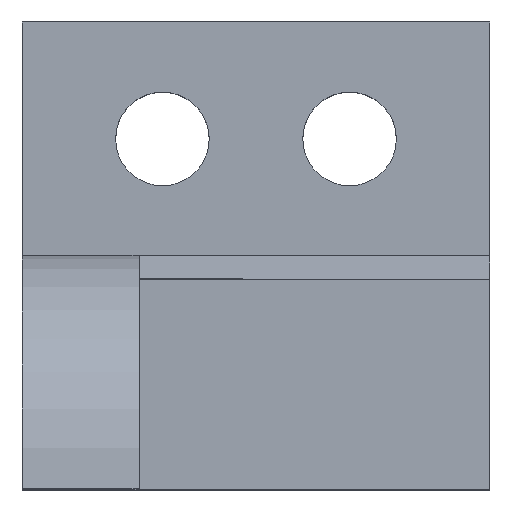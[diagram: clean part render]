
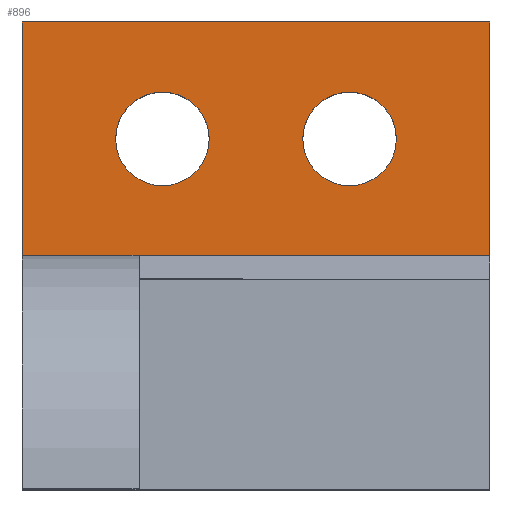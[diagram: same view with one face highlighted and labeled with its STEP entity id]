
A CAD part, top view. The second image highlights one B-rep face of the part: STEP entity #896.
In plain terms, the highlighted planar face has unit normal (0, 0, 1).
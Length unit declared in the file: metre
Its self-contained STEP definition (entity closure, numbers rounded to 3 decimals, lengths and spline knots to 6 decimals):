
#77 = PLANE('',#78);
#78 = AXIS2_PLACEMENT_3D('',#79,#80,#81);
#79 = CARTESIAN_POINT('',(200.,100.,50.));
#80 = DIRECTION('',(0.,-1.,0.));
#81 = DIRECTION('',(-1.,0.,0.));
#106 = PLANE('',#107);
#107 = AXIS2_PLACEMENT_3D('',#108,#109,#110);
#108 = CARTESIAN_POINT('',(0.,100.,50.));
#109 = DIRECTION('',(1.,0.,0.));
#110 = DIRECTION('',(0.,-1.,0.));
#317 = EDGE_CURVE('',#318,#320,#322,.T.);
#318 = VERTEX_POINT('',#319);
#319 = CARTESIAN_POINT('',(200.,100.,50.));
#320 = VERTEX_POINT('',#321);
#321 = CARTESIAN_POINT('',(0.,100.,50.));
#322 = SURFACE_CURVE('',#323,(#327,#334),.PCURVE_S1.);
#323 = LINE('',#324,#325);
#324 = CARTESIAN_POINT('',(200.,100.,50.));
#325 = VECTOR('',#326,1.);
#326 = DIRECTION('',(-1.,0.,0.));
#327 = PCURVE('',#77,#328);
#328 = DEFINITIONAL_REPRESENTATION('',(#329),#333);
#329 = LINE('',#330,#331);
#330 = CARTESIAN_POINT('',(0.,0.));
#331 = VECTOR('',#332,1.);
#332 = DIRECTION('',(1.,0.));
#333 = ( GEOMETRIC_REPRESENTATION_CONTEXT(2) 
PARAMETRIC_REPRESENTATION_CONTEXT() REPRESENTATION_CONTEXT('2D SPACE',''
  ) );
#334 = PCURVE('',#335,#340);
#335 = PLANE('',#336);
#336 = AXIS2_PLACEMENT_3D('',#337,#338,#339);
#337 = CARTESIAN_POINT('',(100.,100.,50.));
#338 = DIRECTION('',(0.,0.,1.));
#339 = DIRECTION('',(1.,0.,0.));
#340 = DEFINITIONAL_REPRESENTATION('',(#341),#345);
#341 = LINE('',#342,#343);
#342 = CARTESIAN_POINT('',(100.,0.));
#343 = VECTOR('',#344,1.);
#344 = DIRECTION('',(-1.,0.));
#345 = ( GEOMETRIC_REPRESENTATION_CONTEXT(2) 
PARAMETRIC_REPRESENTATION_CONTEXT() REPRESENTATION_CONTEXT('2D SPACE',''
  ) );
#577 = VERTEX_POINT('',#578);
#578 = CARTESIAN_POINT('',(0.,200.,50.));
#592 = PLANE('',#593);
#593 = AXIS2_PLACEMENT_3D('',#594,#595,#596);
#594 = CARTESIAN_POINT('',(0.,200.,0.));
#595 = DIRECTION('',(0.,1.,0.));
#596 = DIRECTION('',(1.,0.,0.));
#604 = EDGE_CURVE('',#320,#577,#605,.T.);
#605 = SURFACE_CURVE('',#606,(#610,#617),.PCURVE_S1.);
#606 = LINE('',#607,#608);
#607 = CARTESIAN_POINT('',(0.,100.,50.));
#608 = VECTOR('',#609,1.);
#609 = DIRECTION('',(0.,1.,0.));
#610 = PCURVE('',#106,#611);
#611 = DEFINITIONAL_REPRESENTATION('',(#612),#616);
#612 = LINE('',#613,#614);
#613 = CARTESIAN_POINT('',(0.,0.));
#614 = VECTOR('',#615,1.);
#615 = DIRECTION('',(-1.,0.));
#616 = ( GEOMETRIC_REPRESENTATION_CONTEXT(2) 
PARAMETRIC_REPRESENTATION_CONTEXT() REPRESENTATION_CONTEXT('2D SPACE',''
  ) );
#617 = PCURVE('',#335,#618);
#618 = DEFINITIONAL_REPRESENTATION('',(#619),#623);
#619 = LINE('',#620,#621);
#620 = CARTESIAN_POINT('',(-100.,0.));
#621 = VECTOR('',#622,1.);
#622 = DIRECTION('',(0.,1.));
#623 = ( GEOMETRIC_REPRESENTATION_CONTEXT(2) 
PARAMETRIC_REPRESENTATION_CONTEXT() REPRESENTATION_CONTEXT('2D SPACE',''
  ) );
#761 = PLANE('',#762);
#762 = AXIS2_PLACEMENT_3D('',#763,#764,#765);
#763 = CARTESIAN_POINT('',(200.,0.,0.));
#764 = DIRECTION('',(-1.,0.,0.));
#765 = DIRECTION('',(0.,1.,0.));
#896 = ADVANCED_FACE('',(#897,#945,#976),#335,.T.);
#897 = FACE_BOUND('',#898,.T.);
#898 = EDGE_LOOP('',(#899,#900,#901,#924));
#899 = ORIENTED_EDGE('',*,*,#604,.F.);
#900 = ORIENTED_EDGE('',*,*,#317,.F.);
#901 = ORIENTED_EDGE('',*,*,#902,.T.);
#902 = EDGE_CURVE('',#318,#903,#905,.T.);
#903 = VERTEX_POINT('',#904);
#904 = CARTESIAN_POINT('',(200.,200.,50.));
#905 = SURFACE_CURVE('',#906,(#910,#917),.PCURVE_S1.);
#906 = LINE('',#907,#908);
#907 = CARTESIAN_POINT('',(200.,100.,50.));
#908 = VECTOR('',#909,1.);
#909 = DIRECTION('',(0.,1.,0.));
#910 = PCURVE('',#335,#911);
#911 = DEFINITIONAL_REPRESENTATION('',(#912),#916);
#912 = LINE('',#913,#914);
#913 = CARTESIAN_POINT('',(100.,0.));
#914 = VECTOR('',#915,1.);
#915 = DIRECTION('',(0.,1.));
#916 = ( GEOMETRIC_REPRESENTATION_CONTEXT(2) 
PARAMETRIC_REPRESENTATION_CONTEXT() REPRESENTATION_CONTEXT('2D SPACE',''
  ) );
#917 = PCURVE('',#761,#918);
#918 = DEFINITIONAL_REPRESENTATION('',(#919),#923);
#919 = LINE('',#920,#921);
#920 = CARTESIAN_POINT('',(100.,-50.));
#921 = VECTOR('',#922,1.);
#922 = DIRECTION('',(1.,0.));
#923 = ( GEOMETRIC_REPRESENTATION_CONTEXT(2) 
PARAMETRIC_REPRESENTATION_CONTEXT() REPRESENTATION_CONTEXT('2D SPACE',''
  ) );
#924 = ORIENTED_EDGE('',*,*,#925,.F.);
#925 = EDGE_CURVE('',#577,#903,#926,.T.);
#926 = SURFACE_CURVE('',#927,(#931,#938),.PCURVE_S1.);
#927 = LINE('',#928,#929);
#928 = CARTESIAN_POINT('',(100.,200.,50.));
#929 = VECTOR('',#930,1.);
#930 = DIRECTION('',(1.,0.,0.));
#931 = PCURVE('',#335,#932);
#932 = DEFINITIONAL_REPRESENTATION('',(#933),#937);
#933 = LINE('',#934,#935);
#934 = CARTESIAN_POINT('',(0.,100.));
#935 = VECTOR('',#936,1.);
#936 = DIRECTION('',(1.,0.));
#937 = ( GEOMETRIC_REPRESENTATION_CONTEXT(2) 
PARAMETRIC_REPRESENTATION_CONTEXT() REPRESENTATION_CONTEXT('2D SPACE',''
  ) );
#938 = PCURVE('',#592,#939);
#939 = DEFINITIONAL_REPRESENTATION('',(#940),#944);
#940 = LINE('',#941,#942);
#941 = CARTESIAN_POINT('',(100.,-50.));
#942 = VECTOR('',#943,1.);
#943 = DIRECTION('',(1.,0.));
#944 = ( GEOMETRIC_REPRESENTATION_CONTEXT(2) 
PARAMETRIC_REPRESENTATION_CONTEXT() REPRESENTATION_CONTEXT('2D SPACE',''
  ) );
#945 = FACE_BOUND('',#946,.T.);
#946 = EDGE_LOOP('',(#947));
#947 = ORIENTED_EDGE('',*,*,#948,.F.);
#948 = EDGE_CURVE('',#949,#949,#951,.T.);
#949 = VERTEX_POINT('',#950);
#950 = CARTESIAN_POINT('',(160.,150.,50.));
#951 = SURFACE_CURVE('',#952,(#957,#964),.PCURVE_S1.);
#952 = CIRCLE('',#953,20.);
#953 = AXIS2_PLACEMENT_3D('',#954,#955,#956);
#954 = CARTESIAN_POINT('',(140.,150.,50.));
#955 = DIRECTION('',(0.,0.,1.));
#956 = DIRECTION('',(1.,0.,0.));
#957 = PCURVE('',#335,#958);
#958 = DEFINITIONAL_REPRESENTATION('',(#959),#963);
#959 = CIRCLE('',#960,20.);
#960 = AXIS2_PLACEMENT_2D('',#961,#962);
#961 = CARTESIAN_POINT('',(40.,50.));
#962 = DIRECTION('',(1.,0.));
#963 = ( GEOMETRIC_REPRESENTATION_CONTEXT(2) 
PARAMETRIC_REPRESENTATION_CONTEXT() REPRESENTATION_CONTEXT('2D SPACE',''
  ) );
#964 = PCURVE('',#965,#970);
#965 = CYLINDRICAL_SURFACE('',#966,20.);
#966 = AXIS2_PLACEMENT_3D('',#967,#968,#969);
#967 = CARTESIAN_POINT('',(140.,150.,50.));
#968 = DIRECTION('',(0.,0.,1.));
#969 = DIRECTION('',(1.,0.,0.));
#970 = DEFINITIONAL_REPRESENTATION('',(#971),#975);
#971 = LINE('',#972,#973);
#972 = CARTESIAN_POINT('',(0.,0.));
#973 = VECTOR('',#974,1.);
#974 = DIRECTION('',(1.,0.));
#975 = ( GEOMETRIC_REPRESENTATION_CONTEXT(2) 
PARAMETRIC_REPRESENTATION_CONTEXT() REPRESENTATION_CONTEXT('2D SPACE',''
  ) );
#976 = FACE_BOUND('',#977,.T.);
#977 = EDGE_LOOP('',(#978));
#978 = ORIENTED_EDGE('',*,*,#979,.F.);
#979 = EDGE_CURVE('',#980,#980,#982,.T.);
#980 = VERTEX_POINT('',#981);
#981 = CARTESIAN_POINT('',(80.,150.,50.));
#982 = SURFACE_CURVE('',#983,(#988,#995),.PCURVE_S1.);
#983 = CIRCLE('',#984,20.);
#984 = AXIS2_PLACEMENT_3D('',#985,#986,#987);
#985 = CARTESIAN_POINT('',(60.,150.,50.));
#986 = DIRECTION('',(0.,0.,1.));
#987 = DIRECTION('',(1.,0.,0.));
#988 = PCURVE('',#335,#989);
#989 = DEFINITIONAL_REPRESENTATION('',(#990),#994);
#990 = CIRCLE('',#991,20.);
#991 = AXIS2_PLACEMENT_2D('',#992,#993);
#992 = CARTESIAN_POINT('',(-40.,50.));
#993 = DIRECTION('',(1.,0.));
#994 = ( GEOMETRIC_REPRESENTATION_CONTEXT(2) 
PARAMETRIC_REPRESENTATION_CONTEXT() REPRESENTATION_CONTEXT('2D SPACE',''
  ) );
#995 = PCURVE('',#996,#1001);
#996 = CYLINDRICAL_SURFACE('',#997,20.);
#997 = AXIS2_PLACEMENT_3D('',#998,#999,#1000);
#998 = CARTESIAN_POINT('',(60.,150.,50.));
#999 = DIRECTION('',(0.,0.,1.));
#1000 = DIRECTION('',(1.,0.,0.));
#1001 = DEFINITIONAL_REPRESENTATION('',(#1002),#1006);
#1002 = LINE('',#1003,#1004);
#1003 = CARTESIAN_POINT('',(0.,0.));
#1004 = VECTOR('',#1005,1.);
#1005 = DIRECTION('',(1.,0.));
#1006 = ( GEOMETRIC_REPRESENTATION_CONTEXT(2) 
PARAMETRIC_REPRESENTATION_CONTEXT() REPRESENTATION_CONTEXT('2D SPACE',''
  ) );
